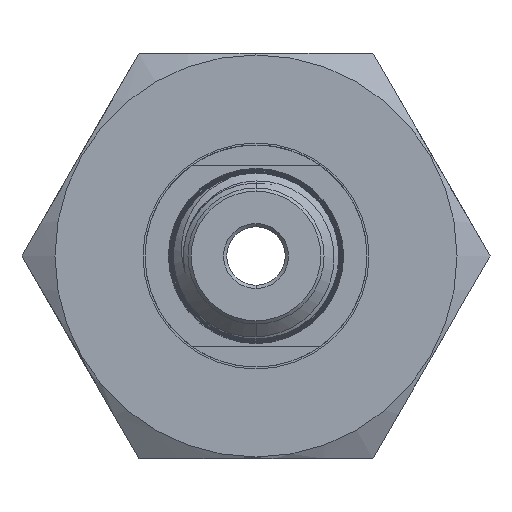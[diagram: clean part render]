
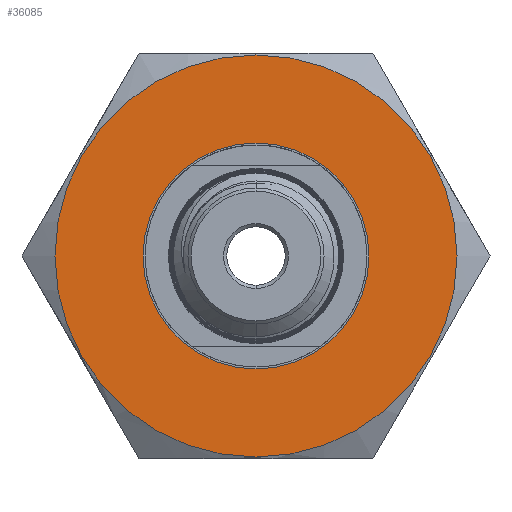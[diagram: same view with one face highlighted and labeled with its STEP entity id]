
A CAD part, left-side view. The second image highlights one B-rep face of the part: STEP entity #36085.
In plain terms, the highlighted planar face has unit normal (-1, 0, 0).
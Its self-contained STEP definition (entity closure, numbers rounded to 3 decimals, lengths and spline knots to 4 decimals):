
#962 = DIRECTION ( 'NONE',  ( 1., 0., 0. ) ) ;
#2731 = CARTESIAN_POINT ( 'NONE',  ( 1.0646, -0.0613, -1.4724 ) ) ;
#2768 = VERTEX_POINT ( 'NONE', #34383 ) ;
#3922 = FACE_OUTER_BOUND ( 'NONE', #19703, .T. ) ;
#4447 = DIRECTION ( 'NONE',  ( -1., 0., 0. ) ) ;
#4614 = CARTESIAN_POINT ( 'NONE',  ( 1.0646, 0.4756, -1.1624 ) ) ;
#5345 = DIRECTION ( 'NONE',  ( 1., 0., 0. ) ) ;
#8423 = AXIS2_PLACEMENT_3D ( 'NONE', #37602, #5345, #25865 ) ;
#9021 = VERTEX_POINT ( 'NONE', #2731 ) ;
#9680 = ORIENTED_EDGE ( 'NONE', *, *, #22382, .T. ) ;
#10480 = DIRECTION ( 'NONE',  ( 1., 0., 0. ) ) ;
#10542 = AXIS2_PLACEMENT_3D ( 'NONE', #33813, #4447, #18752 ) ;
#12490 = DIRECTION ( 'NONE',  ( 0., -0.866, -0.5 ) ) ;
#12591 = FACE_BOUND ( 'NONE', #26992, .T. ) ;
#13115 = PLANE ( 'NONE',  #10542 ) ;
#15907 = CARTESIAN_POINT ( 'NONE',  ( 1.0646, 1.0125, -0.8524 ) ) ;
#16219 = DIRECTION ( 'NONE',  ( 0., -0.866, -0.5 ) ) ;
#16747 = EDGE_CURVE ( 'NONE', #9021, #24119, #20454, .T. ) ;
#18752 = DIRECTION ( 'NONE',  ( 0., 0.866, 0.5 ) ) ;
#19703 = EDGE_LOOP ( 'NONE', ( #28049, #27089 ) ) ;
#20231 = CIRCLE ( 'NONE', #27692, 0.62 ) ;
#20454 = CIRCLE ( 'NONE', #8423, 0.62 ) ;
#21404 = DIRECTION ( 'NONE',  ( 0., -0.866, -0.5 ) ) ;
#22108 = VERTEX_POINT ( 'NONE', #22123 ) ;
#22123 = CARTESIAN_POINT ( 'NONE',  ( 1.0646, 0.7774, -0.9882 ) ) ;
#22253 = AXIS2_PLACEMENT_3D ( 'NONE', #24634, #962, #21404 ) ;
#22382 = EDGE_CURVE ( 'NONE', #2768, #22108, #28631, .T. ) ;
#23915 = CARTESIAN_POINT ( 'NONE',  ( 1.0646, 0.4756, -1.1624 ) ) ;
#24119 = VERTEX_POINT ( 'NONE', #15907 ) ;
#24634 = CARTESIAN_POINT ( 'NONE',  ( 1.0646, 0.4756, -1.1624 ) ) ;
#25865 = DIRECTION ( 'NONE',  ( 0., -0.866, -0.5 ) ) ;
#26850 = EDGE_CURVE ( 'NONE', #24119, #9021, #20231, .T. ) ;
#26992 = EDGE_LOOP ( 'NONE', ( #9680, #31726 ) ) ;
#27089 = ORIENTED_EDGE ( 'NONE', *, *, #26850, .F. ) ;
#27692 = AXIS2_PLACEMENT_3D ( 'NONE', #4614, #10480, #16219 ) ;
#28049 = ORIENTED_EDGE ( 'NONE', *, *, #16747, .F. ) ;
#28146 = AXIS2_PLACEMENT_3D ( 'NONE', #23915, #32927, #12490 ) ;
#28631 = CIRCLE ( 'NONE', #28146, 0.3485 ) ;
#31723 = EDGE_CURVE ( 'NONE', #22108, #2768, #32169, .T. ) ;
#31726 = ORIENTED_EDGE ( 'NONE', *, *, #31723, .T. ) ;
#32169 = CIRCLE ( 'NONE', #22253, 0.3485 ) ;
#32927 = DIRECTION ( 'NONE',  ( 1., 0., 0. ) ) ;
#33813 = CARTESIAN_POINT ( 'NONE',  ( 1.0646, 0.6499, -1.4643 ) ) ;
#34383 = CARTESIAN_POINT ( 'NONE',  ( 1.0646, 0.1738, -1.3367 ) ) ;
#36085 = ADVANCED_FACE ( 'NONE', ( #12591, #3922 ), #13115, .T. ) ;
#37602 = CARTESIAN_POINT ( 'NONE',  ( 1.0646, 0.4756, -1.1624 ) ) ;
